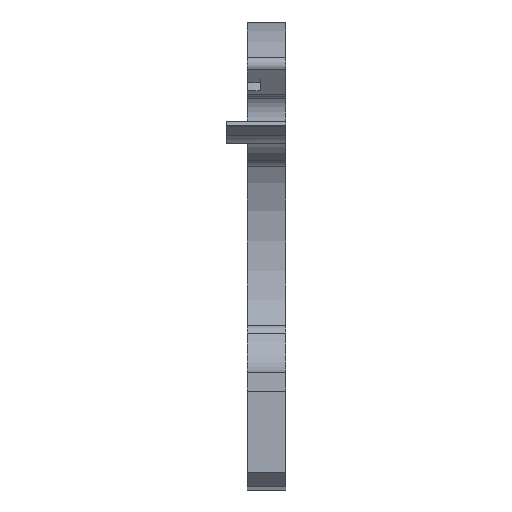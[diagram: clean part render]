
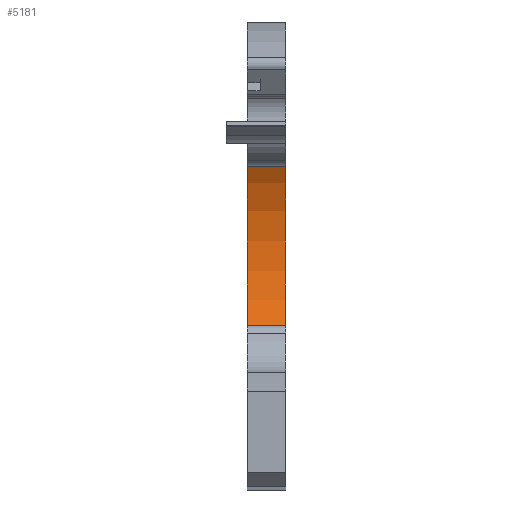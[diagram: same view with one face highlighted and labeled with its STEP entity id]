
A CAD part, top view. The second image highlights one B-rep face of the part: STEP entity #5181.
In plain terms, the highlighted cylindrical face has radius 12.5 mm (diameter 25 mm), a partial arc.
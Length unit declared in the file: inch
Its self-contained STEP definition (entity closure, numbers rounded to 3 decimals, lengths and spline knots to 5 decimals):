
#78=CYLINDRICAL_SURFACE('',#5466,0.49213);
#530=CIRCLE('',#5325,0.49213);
#568=CIRCLE('',#5390,0.49213);
#856=FACE_OUTER_BOUND('',#1180,.T.);
#1180=EDGE_LOOP('',(#4655,#4656,#4657,#4658));
#1586=LINE('',#12061,#1994);
#1591=LINE('',#12073,#1999);
#1994=VECTOR('',#6351,0.3937);
#1999=VECTOR('',#6370,0.3937);
#2304=VERTEX_POINT('',#9976);
#2305=VERTEX_POINT('',#9978);
#2405=VERTEX_POINT('',#10302);
#2406=VERTEX_POINT('',#10304);
#2934=EDGE_CURVE('',#2304,#2305,#530,.T.);
#3057=EDGE_CURVE('',#2405,#2406,#568,.T.);
#3242=EDGE_CURVE('',#2406,#2304,#1586,.T.);
#3247=EDGE_CURVE('',#2305,#2405,#1591,.T.);
#4655=ORIENTED_EDGE('',*,*,#3242,.F.);
#4656=ORIENTED_EDGE('',*,*,#3057,.F.);
#4657=ORIENTED_EDGE('',*,*,#3247,.F.);
#4658=ORIENTED_EDGE('',*,*,#2934,.F.);
#5181=ADVANCED_FACE('',(#856),#78,.F.);
#5325=AXIS2_PLACEMENT_3D('',#9979,#5924,#5925);
#5390=AXIS2_PLACEMENT_3D('',#10305,#6119,#6120);
#5466=AXIS2_PLACEMENT_3D('',#12072,#6368,#6369);
#5924=DIRECTION('center_axis',(-1.,0.,0.));
#5925=DIRECTION('ref_axis',(0.,0.,-1.));
#6119=DIRECTION('center_axis',(1.,0.,0.));
#6120=DIRECTION('ref_axis',(0.,0.,-1.));
#6351=DIRECTION('',(1.,0.,0.));
#6368=DIRECTION('center_axis',(-1.,0.,0.));
#6369=DIRECTION('ref_axis',(0.,0.,-1.));
#6370=DIRECTION('',(-1.,0.,0.));
#9976=CARTESIAN_POINT('',(0.3937,0.25414,-0.42142));
#9978=CARTESIAN_POINT('',(0.3937,-0.23306,0.43344));
#9979=CARTESIAN_POINT('Origin',(0.3937,0.,
0.));
#10302=CARTESIAN_POINT('',(0.2874,-0.23306,0.43344));
#10304=CARTESIAN_POINT('',(0.2874,0.25414,-0.42142));
#10305=CARTESIAN_POINT('Origin',(0.2874,0.,
0.));
#12061=CARTESIAN_POINT('',(0.3937,0.25414,-0.42142));
#12072=CARTESIAN_POINT('Origin',(0.3937,0.,
0.));
#12073=CARTESIAN_POINT('',(0.3937,-0.23306,0.43344));
